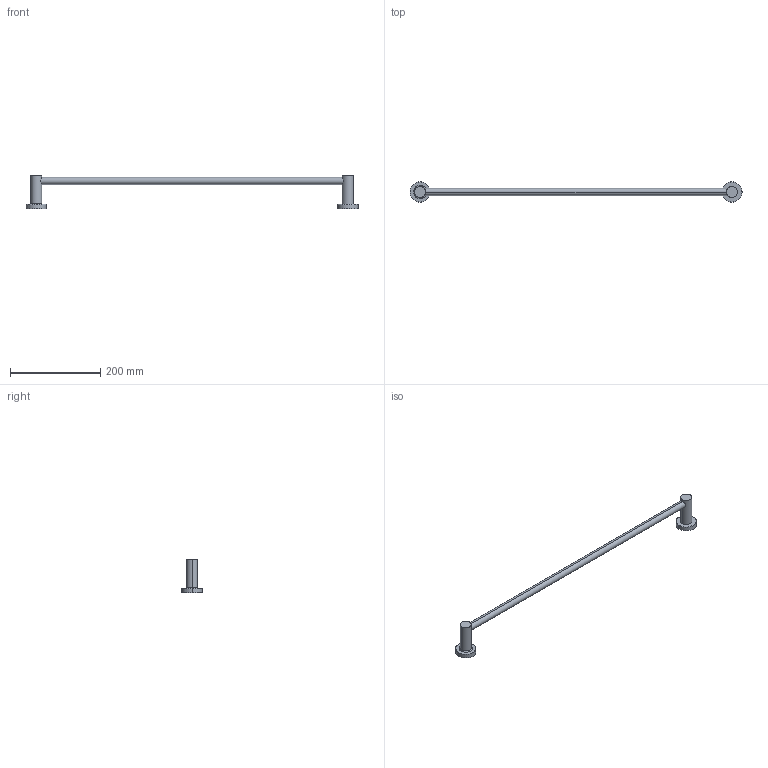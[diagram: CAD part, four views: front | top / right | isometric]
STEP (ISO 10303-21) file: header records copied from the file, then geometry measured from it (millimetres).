
FILE_DESCRIPTION (( 'STEP AP214' ), '1' );
FILE_NAME ('SUSSEX_SCALA_SSTR7_single_towel_rail_700mm_shell.STEP', '2021-05-12T06:54:54', ( '' ), ( '' ), 'SwSTEP 2.0', 'SolidWorks 2020', '' );
FILE_SCHEMA (( 'AUTOMOTIVE_DESIGN' ));
Length unit declared in the file: millimetre
Products named in the file (1): SUSSEX_SCALA_SSTR7_single_towel_rail_700mm_shell
Bounding box: 733.92 x 45 x 75 mm (x, y, z)
Volume: 227274 mm3; surface area: 52958.1 mm2
Topology: 3 solids, 3 shells, 29 faces, 55 edges, 34 vertices
Faces by surface type: cylinder 13, cone 8, plane 6, torus 2
Entity records: 1342 total; most frequent: CARTESIAN_POINT 692, DIRECTION 135, ORIENTED_EDGE 110, AXIS2_PLACEMENT_3D 58, EDGE_CURVE 55, VERTEX_POINT 34, EDGE_LOOP 31, FACE_OUTER_BOUND 29
